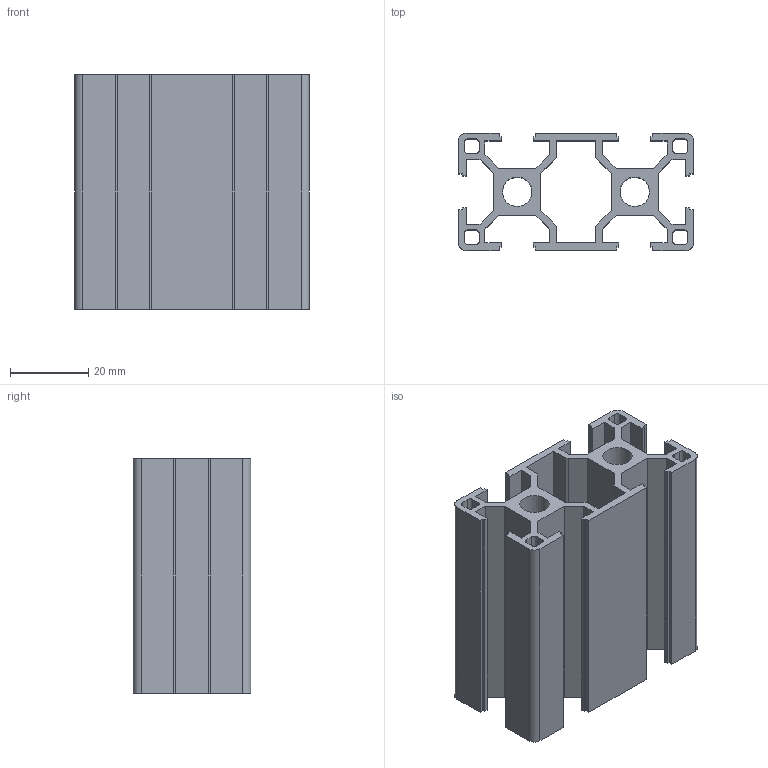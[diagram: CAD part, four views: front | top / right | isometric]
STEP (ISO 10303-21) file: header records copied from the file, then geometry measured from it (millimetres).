
FILE_DESCRIPTION(/* description */ (''),/* implementation_level */ '2;1');
FILE_NAME(/* name */ '30x60 aluminum.stp',/* time_stamp */ '2020-04-01T12:31:28+05:00',/* author */ ('Sunoj'),/* organization */ (''),/* preprocessor_version */ 'ST-DEVELOPER v18',/* originating_system */ 'Autodesk Inventor 2020',/* authorisation */ '');
FILE_SCHEMA (('AUTOMOTIVE_DESIGN { 1 0 10303 214 3 1 1 }'));
Length unit declared in the file: millimetre
Products named in the file (1): 30x60 aluminum
Bounding box: 60 x 30 x 60 mm (x, y, z)
Volume: 33716 mm3; surface area: 33475.4 mm2
Topology: 1 solids, 1 shells, 144 faces, 426 edges, 284 vertices
Faces by surface type: plane 122, cylinder 22
Full cylindrical faces by diameter (mm): 7.5 x2
Entity records: 4823 total; most frequent: CARTESIAN_POINT 855, ORIENTED_EDGE 852, DIRECTION 760, EDGE_CURVE 426, LINE 382, VECTOR 382, VERTEX_POINT 284, AXIS2_PLACEMENT_3D 189
